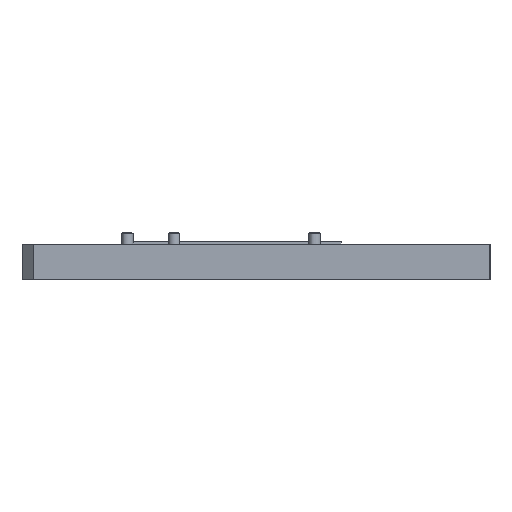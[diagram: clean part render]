
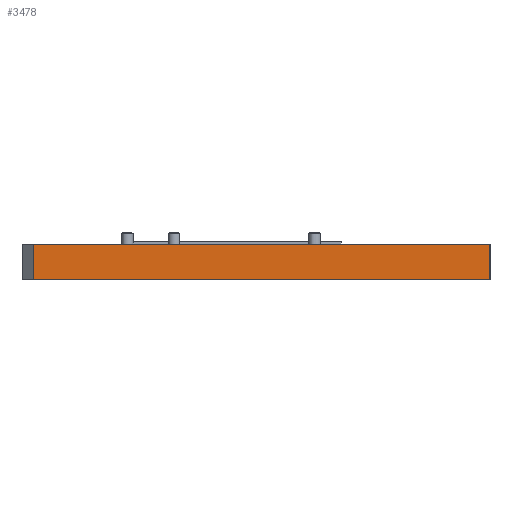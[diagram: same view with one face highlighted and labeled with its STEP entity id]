
A CAD part, front view. The second image highlights one B-rep face of the part: STEP entity #3478.
In plain terms, the highlighted face is planar.
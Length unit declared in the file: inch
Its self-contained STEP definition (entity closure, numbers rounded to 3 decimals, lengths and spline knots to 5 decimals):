
#565=FACE_OUTER_BOUND('',#757,.T.);
#757=EDGE_LOOP('',(#3072,#3073,#3074,#3075));
#1049=LINE('',#5750,#1357);
#1083=LINE('',#5904,#1391);
#1084=LINE('',#5908,#1392);
#1085=LINE('',#5909,#1393);
#1357=VECTOR('',#4684,0.3937);
#1391=VECTOR('',#4870,0.3937);
#1392=VECTOR('',#4875,0.3937);
#1393=VECTOR('',#4876,0.3937);
#1664=VERTEX_POINT('',#5746);
#1666=VERTEX_POINT('',#5749);
#1710=VERTEX_POINT('',#5902);
#1711=VERTEX_POINT('',#5907);
#2108=EDGE_CURVE('',#1664,#1666,#1049,.T.);
#2182=EDGE_CURVE('',#1710,#1664,#1083,.T.);
#2183=EDGE_CURVE('',#1711,#1710,#1084,.T.);
#2184=EDGE_CURVE('',#1711,#1666,#1085,.T.);
#3072=ORIENTED_EDGE('',*,*,#2182,.F.);
#3073=ORIENTED_EDGE('',*,*,#2183,.F.);
#3074=ORIENTED_EDGE('',*,*,#2184,.T.);
#3075=ORIENTED_EDGE('',*,*,#2108,.F.);
#3313=PLANE('',#3912);
#3478=ADVANCED_FACE('',(#565),#3313,.T.);
#3912=AXIS2_PLACEMENT_3D('',#5906,#4873,#4874);
#4684=DIRECTION('',(1.,0.,0.));
#4870=DIRECTION('',(0.,1.,0.));
#4873=DIRECTION('center_axis',(0.,0.,1.));
#4874=DIRECTION('ref_axis',(1.,0.,0.));
#4875=DIRECTION('',(-1.,0.,0.));
#4876=DIRECTION('',(0.,1.,0.));
#5746=CARTESIAN_POINT('',(-2.375,0.375,4.25));
#5749=CARTESIAN_POINT('',(2.5,0.375,4.25));
#5750=CARTESIAN_POINT('',(2.5,0.375,4.25));
#5902=CARTESIAN_POINT('',(-2.375,0.,4.25));
#5904=CARTESIAN_POINT('',(-2.375,0.,4.25));
#5906=CARTESIAN_POINT('Origin',(-2.5,0.,4.25));
#5907=CARTESIAN_POINT('',(2.5,0.,4.25));
#5908=CARTESIAN_POINT('',(2.5,0.,4.25));
#5909=CARTESIAN_POINT('',(2.5,0.,4.25));
